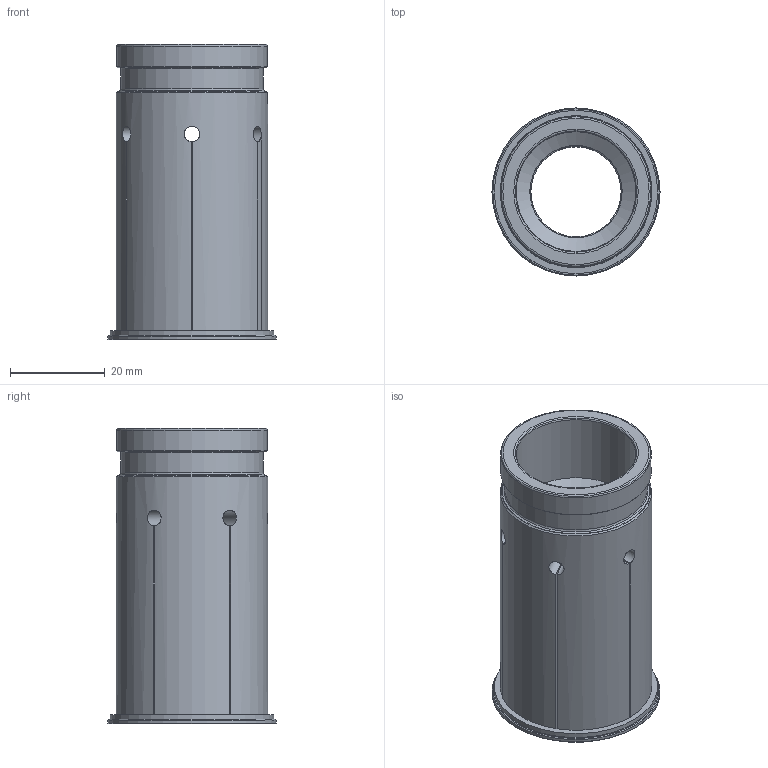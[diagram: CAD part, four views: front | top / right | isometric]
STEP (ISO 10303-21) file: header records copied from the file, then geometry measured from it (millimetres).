
FILE_DESCRIPTION(/* description */ (''),/* implementation_level */ '2;1');
FILE_NAME(/* name */ '05FHC320750L1_Basic.stp',/* time_stamp */ '2022-05-16T10:05:12+06:00',/* author */ (''),/* organization */ (''),/* preprocessor_version */ 'ST-DEVELOPER v16.7',/* originating_system */ 'SIEMENS PLM Software NX 12.0',/* authorisation */ '');
FILE_SCHEMA (('AUTOMOTIVE_DESIGN { 1 0 10303 214 3 1 1 1 }'));
Length unit declared in the file: millimetre
Products named in the file (1): inpu4ED4CFD6yg4j
Bounding box: 35.5 x 35.5 x 62.5 mm (x, y, z)
Volume: 27811.5 mm3; surface area: 15085.8 mm2
Topology: 1 solids, 1 shells, 63 faces, 215 edges, 149 vertices
Faces by surface type: plane 24, cylinder 20, cone 11, torus 8
Full cylindrical faces by diameter (mm): 19.5 x1, 25.3 x1, 30 x1, 31.9 x1, 32 x1, 34.5 x1, 35.5 x1
Entity records: 2909 total; most frequent: CARTESIAN_POINT 1147, ORIENTED_EDGE 364, DIRECTION 324, EDGE_CURVE 182, VERTEX_POINT 134, AXIS2_PLACEMENT_3D 114, LINE 96, VECTOR 96
